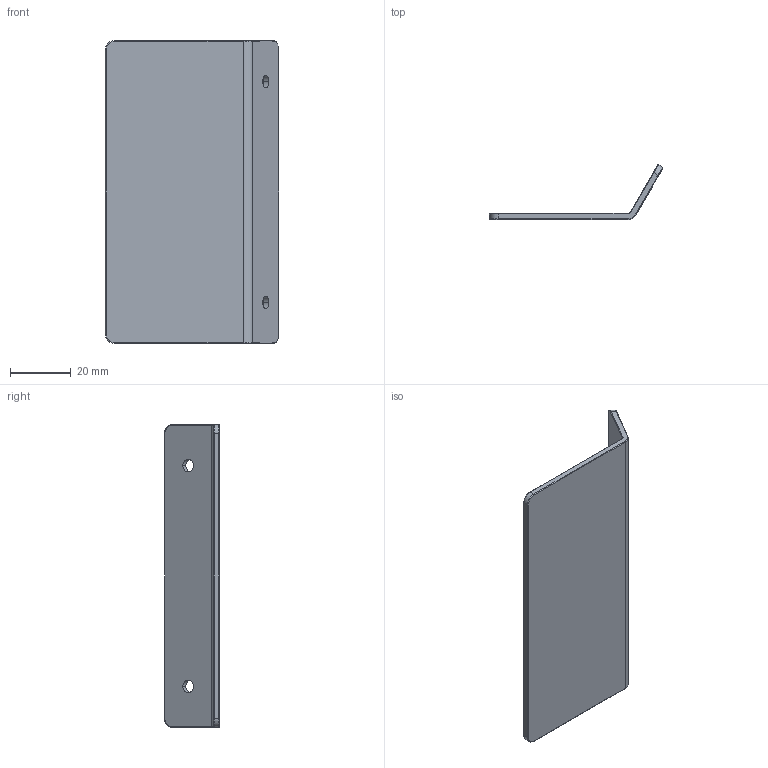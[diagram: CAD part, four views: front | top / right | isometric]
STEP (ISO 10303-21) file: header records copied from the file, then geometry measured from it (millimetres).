
FILE_DESCRIPTION (( 'STEP AP214' ), '1' );
FILE_NAME ('Ñîåäèíèòåëü.STEP', '2025-12-01T08:24:32', ( '' ), ( '' ), 'SwSTEP 2.0', 'SolidWorks 2021', '' );
FILE_SCHEMA (( 'AUTOMOTIVE_DESIGN' ));
Length unit declared in the file: millimetre
Products named in the file (1): Ñîåäèíèòåëü
Bounding box: 57.21 x 18.17 x 100 mm (x, y, z)
Volume: 13082 mm3; surface area: 13753.6 mm2
Topology: 1 solids, 1 shells, 42 faces, 96 edges, 56 vertices
Faces by surface type: cylinder 22, plane 8, torus 8, bspline 4
Entity records: 1440 total; most frequent: CARTESIAN_POINT 453, DIRECTION 214, ORIENTED_EDGE 192, EDGE_CURVE 96, AXIS2_PLACEMENT_3D 87, VERTEX_POINT 56, CIRCLE 48, EDGE_LOOP 46
